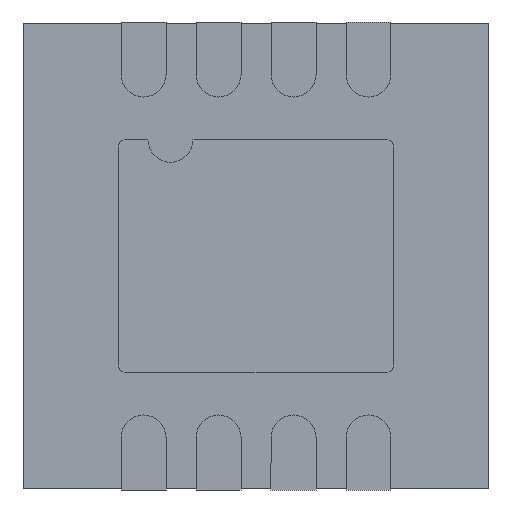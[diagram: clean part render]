
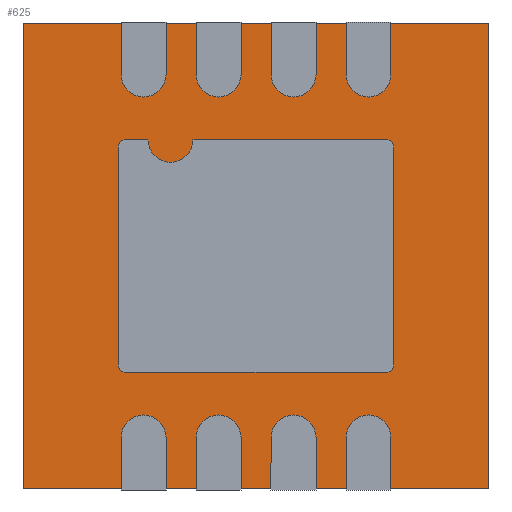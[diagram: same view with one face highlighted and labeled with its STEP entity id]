
A CAD part, front view. The second image highlights one B-rep face of the part: STEP entity #625.
In plain terms, the highlighted planar face has unit normal (0, -1, 0).
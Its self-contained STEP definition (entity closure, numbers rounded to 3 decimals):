
#67 = EDGE_CURVE ( 'NONE', #599, #107, #230, .T. ) ;
#104 = CARTESIAN_POINT ( 'NONE',  ( 0., 0., 0. ) ) ;
#107 = VERTEX_POINT ( 'NONE', #877 ) ;
#129 = ORIENTED_EDGE ( 'NONE', *, *, #499, .F. ) ;
#186 = ORIENTED_EDGE ( 'NONE', *, *, #1018, .F. ) ;
#230 = LINE ( 'NONE', #1012, #775 ) ;
#269 = CARTESIAN_POINT ( 'NONE',  ( 1.55, 0., -1.55 ) ) ;
#273 = CARTESIAN_POINT ( 'NONE',  ( -1.55, 0., 1.55 ) ) ;
#319 = DIRECTION ( 'NONE',  ( 0., 0., -1. ) ) ;
#333 = CARTESIAN_POINT ( 'NONE',  ( -1.55, 0., 1.55 ) ) ;
#335 = AXIS2_PLACEMENT_3D ( 'NONE', #104, #1027, #677 ) ;
#346 = DIRECTION ( 'NONE',  ( 1., 0., 0. ) ) ;
#459 = VECTOR ( 'NONE', #319, 1000. ) ;
#474 = LINE ( 'NONE', #333, #924 ) ;
#481 = CARTESIAN_POINT ( 'NONE',  ( 1.55, 0., 1.55 ) ) ;
#499 = EDGE_CURVE ( 'NONE', #691, #764, #912, .T. ) ;
#507 = ORIENTED_EDGE ( 'NONE', *, *, #808, .F. ) ;
#527 = PLANE ( 'NONE',  #335 ) ;
#536 = DIRECTION ( 'NONE',  ( -1., 0., 0. ) ) ;
#599 = VERTEX_POINT ( 'NONE', #269 ) ;
#625 = ADVANCED_FACE ( 'NONE', ( #895 ), #527, .T. ) ;
#633 = CARTESIAN_POINT ( 'NONE',  ( 1.55, 0., 1.55 ) ) ;
#668 = DIRECTION ( 'NONE',  ( 0., 0., 1. ) ) ;
#677 = DIRECTION ( 'NONE',  ( 0., 0., -1. ) ) ;
#691 = VERTEX_POINT ( 'NONE', #273 ) ;
#764 = VERTEX_POINT ( 'NONE', #633 ) ;
#775 = VECTOR ( 'NONE', #536, 1000. ) ;
#808 = EDGE_CURVE ( 'NONE', #107, #691, #474, .T. ) ;
#843 = CARTESIAN_POINT ( 'NONE',  ( -1.55, 0., 1.55 ) ) ;
#877 = CARTESIAN_POINT ( 'NONE',  ( -1.55, 0., -1.55 ) ) ;
#895 = FACE_OUTER_BOUND ( 'NONE', #939, .T. ) ;
#910 = LINE ( 'NONE', #481, #459 ) ;
#912 = LINE ( 'NONE', #843, #959 ) ;
#924 = VECTOR ( 'NONE', #668, 1000. ) ;
#934 = ORIENTED_EDGE ( 'NONE', *, *, #67, .F. ) ;
#939 = EDGE_LOOP ( 'NONE', ( #186, #129, #507, #934 ) ) ;
#959 = VECTOR ( 'NONE', #346, 1000. ) ;
#1012 = CARTESIAN_POINT ( 'NONE',  ( -1.55, 0., -1.55 ) ) ;
#1018 = EDGE_CURVE ( 'NONE', #764, #599, #910, .T. ) ;
#1027 = DIRECTION ( 'NONE',  ( 0., -1., 0. ) ) ;
